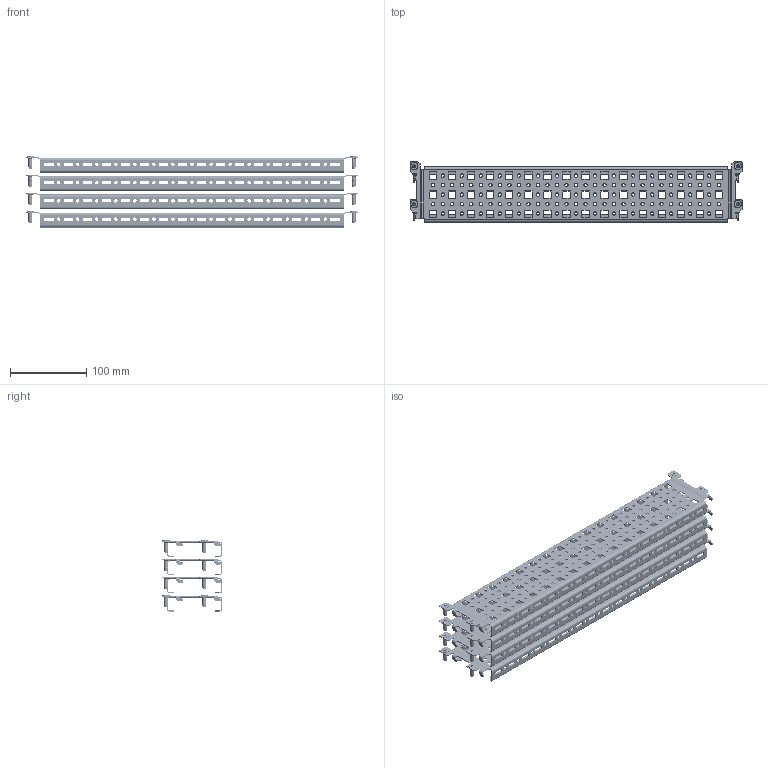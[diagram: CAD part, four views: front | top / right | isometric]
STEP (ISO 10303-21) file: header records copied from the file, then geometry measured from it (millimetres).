
FILE_DESCRIPTION (( 'STEP AP203' ), '1' );
FILE_NAME ('UR31201502373 Ïëàíêà ìîíòàæíàÿ ÍÌ 23õ73 RS52 00.50 (4øò) (000.801.633-01).STEP', '2022-04-20T05:36:21', ( '' ), ( '' ), 'SwSTEP 2.0', 'SolidWorks 2017', '' );
FILE_SCHEMA (( 'CONFIG_CONTROL_DESIGN' ));
Length unit declared in the file: millimetre
Products named in the file (3): Âèíò DIN 7500 M TORX_Œ5å16; 025-296 Ïëàíêà ÍÌ 23õ73_01 (00.50); UR31201502373 Ïëàíêà ìîíòàæíàÿ ÍÌ 23õ73 RS52 00.50 (4øò) (000.801.633-01)
Assembly tree (20 placements, depth 2):
  UR31201502373 Ïëàíêà ìîíòàæíàÿ ÍÌ 23õ73 RS52 00.50 (4øò) (000.801.633-01)
    025-296 Ïëàíêà ÍÌ 23õ73_01 (00.50)  x4
    Âèíò DIN 7500 M TORX_Œ5å16  x16
Bounding box: 436 x 80 x 93.3 mm (x, y, z)
Volume: 242999.4 mm3; surface area: 380173.3 mm2
Topology: 20 solids, 20 shells, 3792 faces, 10664 edges, 6928 vertices
Faces by surface type: plane 1824, cylinder 1808, cone 96, torus 64
Entity records: 28360 total; most frequent: DIRECTION 4737, CARTESIAN_POINT 4682, ORIENTED_EDGE 4654, EDGE_CURVE 2327, VECTOR 1595, LINE 1595, AXIS2_PLACEMENT_3D 1571, VERTEX_POINT 1516
